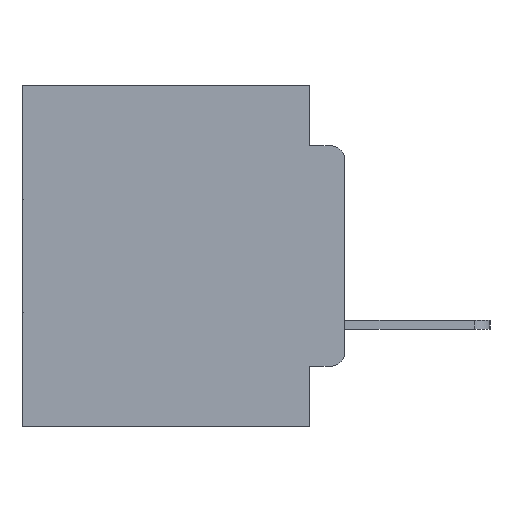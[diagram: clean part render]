
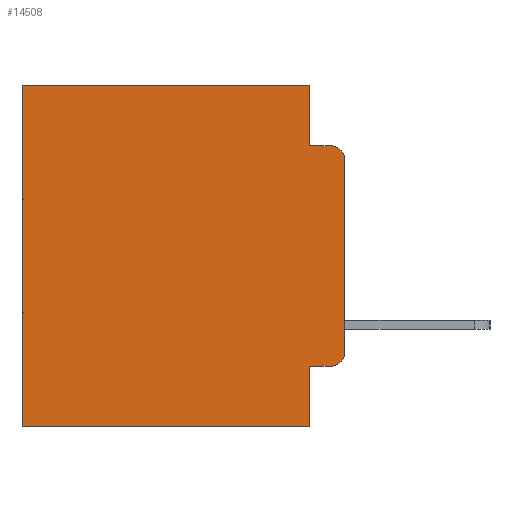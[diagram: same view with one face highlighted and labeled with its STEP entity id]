
A CAD part, left-side view. The second image highlights one B-rep face of the part: STEP entity #14508.
In plain terms, the highlighted planar face has unit normal (-1, 0, 0).
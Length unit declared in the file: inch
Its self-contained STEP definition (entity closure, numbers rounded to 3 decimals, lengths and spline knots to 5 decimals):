
#3 = CARTESIAN_POINT ( 'NONE',  ( 0.298, 0.051, -0.5 ) ) ;
#1475 = CARTESIAN_POINT ( 'NONE',  ( 0.298, 0.473, 0. ) ) ;
#1717 = FACE_OUTER_BOUND ( 'NONE', #10088, .T. ) ;
#2229 = DIRECTION ( 'NONE',  ( 0., 0., -1. ) ) ;
#2250 = AXIS2_PLACEMENT_3D ( 'NONE', #5308, #21915, #7769 ) ;
#2461 = EDGE_CURVE ( 'NONE', #10471, #27415, #10249, .T. ) ;
#2524 = VERTEX_POINT ( 'NONE', #26299 ) ;
#2641 = VERTEX_POINT ( 'NONE', #3 ) ;
#2790 = DIRECTION ( 'NONE',  ( 0., 0., -1. ) ) ;
#3487 = ORIENTED_EDGE ( 'NONE', *, *, #11036, .F. ) ;
#3795 = EDGE_CURVE ( 'NONE', #2524, #11811, #10940, .T. ) ;
#3834 = CARTESIAN_POINT ( 'NONE',  ( 0.298, 0., 0. ) ) ;
#4097 = EDGE_CURVE ( 'NONE', #2641, #6998, #20014, .T. ) ;
#4493 = DIRECTION ( 'NONE',  ( 0., 0., -1. ) ) ;
#4657 = LINE ( 'NONE', #19413, #16582 ) ;
#5308 = CARTESIAN_POINT ( 'NONE',  ( 0.298, 0.02, -0.3915 ) ) ;
#5591 = EDGE_CURVE ( 'NONE', #12264, #27415, #26021, .T. ) ;
#5799 = EDGE_CURVE ( 'NONE', #11811, #6998, #18796, .T. ) ;
#5804 = DIRECTION ( 'NONE',  ( 0., 1., 0. ) ) ;
#6540 = CARTESIAN_POINT ( 'NONE',  ( 0.298, 0., 0. ) ) ;
#6545 = DIRECTION ( 'NONE',  ( 0., 0., -1. ) ) ;
#6998 = VERTEX_POINT ( 'NONE', #9070 ) ;
#7769 = DIRECTION ( 'NONE',  ( 0., 0., -1. ) ) ;
#7851 = EDGE_CURVE ( 'NONE', #12264, #12557, #29548, .T. ) ;
#8411 = CARTESIAN_POINT ( 'NONE',  ( 0.298, 0.473, 0. ) ) ;
#8801 = DIRECTION ( 'NONE',  ( 0., 0., -1. ) ) ;
#8983 = AXIS2_PLACEMENT_3D ( 'NONE', #27994, #16669, #2229 ) ;
#9070 = CARTESIAN_POINT ( 'NONE',  ( 0.298, 0.473, -0.5 ) ) ;
#9725 = EDGE_CURVE ( 'NONE', #2524, #10471, #15982, .T. ) ;
#10085 = LINE ( 'NONE', #26444, #16252 ) ;
#10088 = EDGE_LOOP ( 'NONE', ( #28985, #15079, #15105, #28053, #22895, #11168, #24994, #3487, #10807, #19924 ) ) ;
#10249 = LINE ( 'NONE', #17270, #27896 ) ;
#10471 = VERTEX_POINT ( 'NONE', #12410 ) ;
#10807 = ORIENTED_EDGE ( 'NONE', *, *, #11572, .T. ) ;
#10940 = LINE ( 'NONE', #6540, #22677 ) ;
#11036 = EDGE_CURVE ( 'NONE', #26087, #2641, #10085, .T. ) ;
#11078 = AXIS2_PLACEMENT_3D ( 'NONE', #12777, #28736, #15063 ) ;
#11168 = ORIENTED_EDGE ( 'NONE', *, *, #5799, .T. ) ;
#11572 = EDGE_CURVE ( 'NONE', #26087, #20007, #4657, .T. ) ;
#11611 = EDGE_CURVE ( 'NONE', #20007, #12557, #28044, .T. ) ;
#11811 = VERTEX_POINT ( 'NONE', #8411 ) ;
#12264 = VERTEX_POINT ( 'NONE', #24196 ) ;
#12410 = CARTESIAN_POINT ( 'NONE',  ( 0.298, 0.051, -0.0885 ) ) ;
#12557 = VERTEX_POINT ( 'NONE', #25227 ) ;
#12777 = CARTESIAN_POINT ( 'NONE',  ( 0.298, 0.02, -0.1085 ) ) ;
#13112 = VECTOR ( 'NONE', #30170, 39.37008 ) ;
#13330 = VECTOR ( 'NONE', #6545, 39.37008 ) ;
#14054 = CARTESIAN_POINT ( 'NONE',  ( 0.298, 0.051, 0. ) ) ;
#14508 = ADVANCED_FACE ( 'NONE', ( #1717 ), #25887, .F. ) ;
#15063 = DIRECTION ( 'NONE',  ( 0., 0., -1. ) ) ;
#15079 = ORIENTED_EDGE ( 'NONE', *, *, #5591, .T. ) ;
#15105 = ORIENTED_EDGE ( 'NONE', *, *, #2461, .F. ) ;
#15244 = VECTOR ( 'NONE', #4493, 39.37008 ) ;
#15982 = LINE ( 'NONE', #14054, #15244 ) ;
#16252 = VECTOR ( 'NONE', #2790, 39.37008 ) ;
#16582 = VECTOR ( 'NONE', #21814, 39.37008 ) ;
#16669 = DIRECTION ( 'NONE',  ( 1., 0., 0. ) ) ;
#17270 = CARTESIAN_POINT ( 'NONE',  ( 0.298, 0.051, -0.0885 ) ) ;
#17411 = CARTESIAN_POINT ( 'NONE',  ( 0.298, 0.02, -0.0885 ) ) ;
#18796 = LINE ( 'NONE', #1475, #13330 ) ;
#19413 = CARTESIAN_POINT ( 'NONE',  ( 0.298, 0.051, -0.4115 ) ) ;
#19924 = ORIENTED_EDGE ( 'NONE', *, *, #11611, .T. ) ;
#20007 = VERTEX_POINT ( 'NONE', #21723 ) ;
#20014 = LINE ( 'NONE', #29621, #13112 ) ;
#21723 = CARTESIAN_POINT ( 'NONE',  ( 0.298, 0.02, -0.4115 ) ) ;
#21814 = DIRECTION ( 'NONE',  ( 0., -1., 0. ) ) ;
#21915 = DIRECTION ( 'NONE',  ( -1., 0., 0. ) ) ;
#22673 = DIRECTION ( 'NONE',  ( 0., -1., 0. ) ) ;
#22677 = VECTOR ( 'NONE', #5804, 39.37008 ) ;
#22895 = ORIENTED_EDGE ( 'NONE', *, *, #3795, .T. ) ;
#23825 = VECTOR ( 'NONE', #8801, 39.37008 ) ;
#24196 = CARTESIAN_POINT ( 'NONE',  ( 0.298, 0., -0.1085 ) ) ;
#24994 = ORIENTED_EDGE ( 'NONE', *, *, #4097, .F. ) ;
#25227 = CARTESIAN_POINT ( 'NONE',  ( 0.298, 0., -0.3915 ) ) ;
#25887 = PLANE ( 'NONE',  #8983 ) ;
#26021 = CIRCLE ( 'NONE', #11078, 0.02 ) ;
#26087 = VERTEX_POINT ( 'NONE', #26160 ) ;
#26160 = CARTESIAN_POINT ( 'NONE',  ( 0.298, 0.051, -0.4115 ) ) ;
#26299 = CARTESIAN_POINT ( 'NONE',  ( 0.298, 0.051, 0. ) ) ;
#26444 = CARTESIAN_POINT ( 'NONE',  ( 0.298, 0.051, 0. ) ) ;
#27415 = VERTEX_POINT ( 'NONE', #17411 ) ;
#27896 = VECTOR ( 'NONE', #22673, 39.37008 ) ;
#27994 = CARTESIAN_POINT ( 'NONE',  ( 0.298, 0., 0. ) ) ;
#28044 = CIRCLE ( 'NONE', #2250, 0.02 ) ;
#28053 = ORIENTED_EDGE ( 'NONE', *, *, #9725, .F. ) ;
#28736 = DIRECTION ( 'NONE',  ( -1., 0., 0. ) ) ;
#28985 = ORIENTED_EDGE ( 'NONE', *, *, #7851, .F. ) ;
#29548 = LINE ( 'NONE', #3834, #23825 ) ;
#29621 = CARTESIAN_POINT ( 'NONE',  ( 0.298, 0., -0.5 ) ) ;
#30170 = DIRECTION ( 'NONE',  ( 0., 1., 0. ) ) ;
